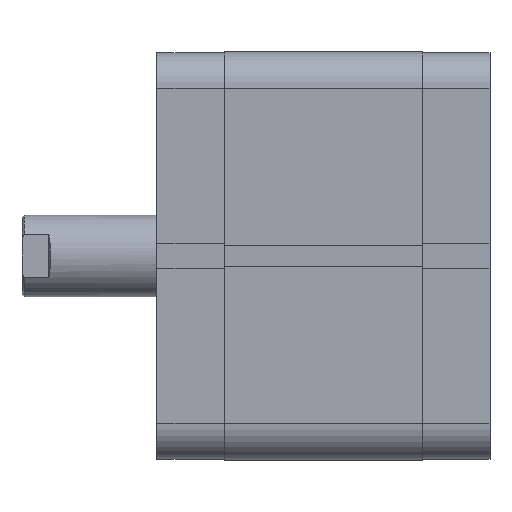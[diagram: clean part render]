
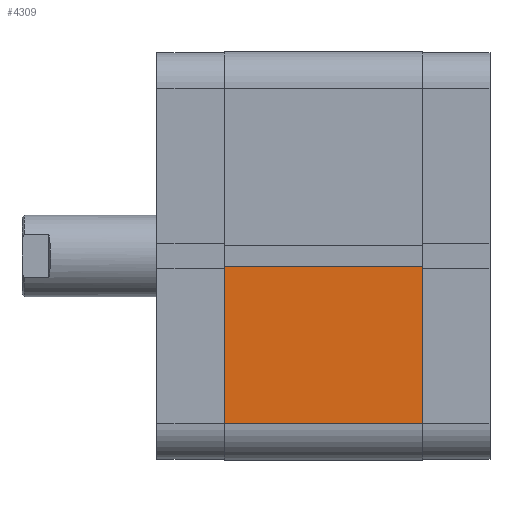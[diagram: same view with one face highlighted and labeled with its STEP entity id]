
A CAD part, front view. The second image highlights one B-rep face of the part: STEP entity #4309.
In plain terms, the highlighted face is planar.
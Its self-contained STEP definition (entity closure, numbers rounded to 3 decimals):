
#523 = ORIENTED_EDGE ( 'NONE', *, *, #1222, .T. ) ;
#552 = ORIENTED_EDGE ( 'NONE', *, *, #1175, .F. ) ;
#553 = ORIENTED_EDGE ( 'NONE', *, *, #1252, .F. ) ;
#554 = ORIENTED_EDGE ( 'NONE', *, *, #1251, .T. ) ;
#1175 = EDGE_CURVE ( 'NONE', #5358, #5359, #3458, .T. ) ;
#1222 = EDGE_CURVE ( 'NONE', #5397, #5396, #3668, .T. ) ;
#1251 = EDGE_CURVE ( 'NONE', #5358, #5397, #3782, .T. ) ;
#1252 = EDGE_CURVE ( 'NONE', #5359, #5396, #3787, .T. ) ;
#1935 = AXIS2_PLACEMENT_3D ( 'NONE', #3587, #3592, #3593 ) ;
#2548 = EDGE_LOOP ( 'NONE', ( #523, #553, #552, #554 ) ) ;
#3458 = LINE ( 'NONE', #6259, #3472 ) ;
#3472 = VECTOR ( 'NONE', #6260, 1000. ) ;
#3587 = CARTESIAN_POINT ( 'NONE',  ( 50., -2.6, 48.5 ) ) ;
#3589 = PLANE ( 'NONE',  #1935 ) ;
#3592 = DIRECTION ( 'NONE',  ( -1., 0., 0. ) ) ;
#3593 = DIRECTION ( 'NONE',  ( 0., -1., 0. ) ) ;
#3668 = LINE ( 'NONE', #6362, #3676 ) ;
#3676 = VECTOR ( 'NONE', #6365, 1000. ) ;
#3782 = LINE ( 'NONE', #6428, #3785 ) ;
#3785 = VECTOR ( 'NONE', #6429, 1000. ) ;
#3787 = LINE ( 'NONE', #6430, #3788 ) ;
#3788 = VECTOR ( 'NONE', #6431, 1000. ) ;
#4179 = CARTESIAN_POINT ( 'NONE',  ( 50., -41., 48.5 ) ) ;
#4181 = CARTESIAN_POINT ( 'NONE',  ( 50., -2.6, 48.5 ) ) ;
#4243 = CARTESIAN_POINT ( 'NONE',  ( 50., -2.6, 0. ) ) ;
#4245 = CARTESIAN_POINT ( 'NONE',  ( 50., -41., 0. ) ) ;
#4309 = ADVANCED_FACE ( 'NONE', ( #4922 ), #3589, .F. ) ;
#4922 = FACE_OUTER_BOUND ( 'NONE', #2548, .T. ) ;
#5358 = VERTEX_POINT ( 'NONE', #4179 ) ;
#5359 = VERTEX_POINT ( 'NONE', #4181 ) ;
#5396 = VERTEX_POINT ( 'NONE', #4243 ) ;
#5397 = VERTEX_POINT ( 'NONE', #4245 ) ;
#6259 = CARTESIAN_POINT ( 'NONE',  ( 50., -2.6, 48.5 ) ) ;
#6260 = DIRECTION ( 'NONE',  ( 0., 1., 0. ) ) ;
#6362 = CARTESIAN_POINT ( 'NONE',  ( 50., -2.6, 0. ) ) ;
#6365 = DIRECTION ( 'NONE',  ( 0., 1., 0. ) ) ;
#6428 = CARTESIAN_POINT ( 'NONE',  ( 50., -41., 48.5 ) ) ;
#6429 = DIRECTION ( 'NONE',  ( 0., 0., -1. ) ) ;
#6430 = CARTESIAN_POINT ( 'NONE',  ( 50., -2.6, 48.5 ) ) ;
#6431 = DIRECTION ( 'NONE',  ( 0., 0., -1. ) ) ;
